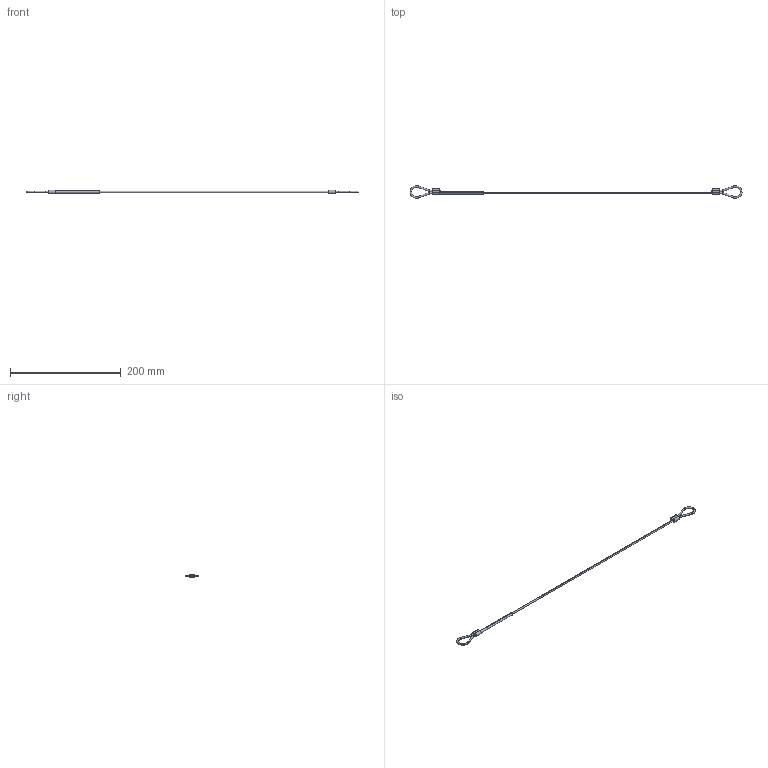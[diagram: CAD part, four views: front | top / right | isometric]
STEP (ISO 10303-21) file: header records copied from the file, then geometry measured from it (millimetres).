
FILE_DESCRIPTION (( 'STEP AP203' ), '1' );
FILE_NAME ('T2849001.STEP', '2018-07-19T09:26:06', ( '' ), ( '' ), 'SwSTEP 2.0', 'SolidWorks 2016', '' );
FILE_SCHEMA (( 'CONFIG_CONTROL_DESIGN' ));
Length unit declared in the file: millimetre
Products named in the file (4): S3249_HEATSHRINK - BLACK -  DIA 4.8; T2849001; S3163; T400001 (T2849001)
Assembly tree (4 placements, depth 2):
  T2849001
    T400001 (T2849001)
    S3163  x2
    S3249_HEATSHRINK - BLACK -  DIA 4.8
Bounding box: 600 x 23 x 7 mm (x, y, z)
Volume: 6515.6 mm3; surface area: 10671.3 mm2
Topology: 4 solids, 4 shells, 58 faces, 126 edges, 76 vertices
Faces by surface type: cylinder 26, torus 16, plane 16
Entity records: 1756 total; most frequent: DIRECTION 280, CARTESIAN_POINT 217, ORIENTED_EDGE 204, AXIS2_PLACEMENT_3D 123, EDGE_CURVE 102, CIRCLE 68, VERTEX_POINT 60, EDGE_LOOP 52
